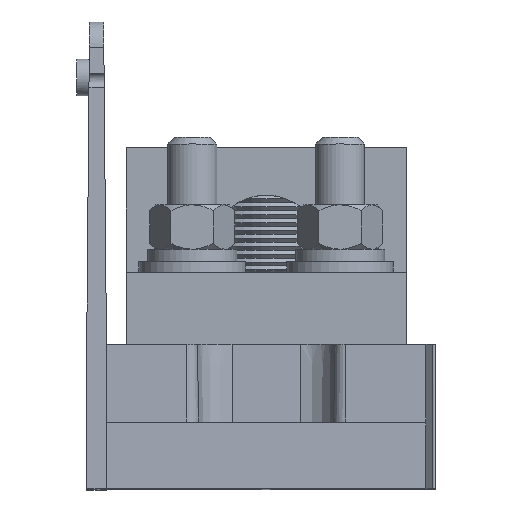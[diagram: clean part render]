
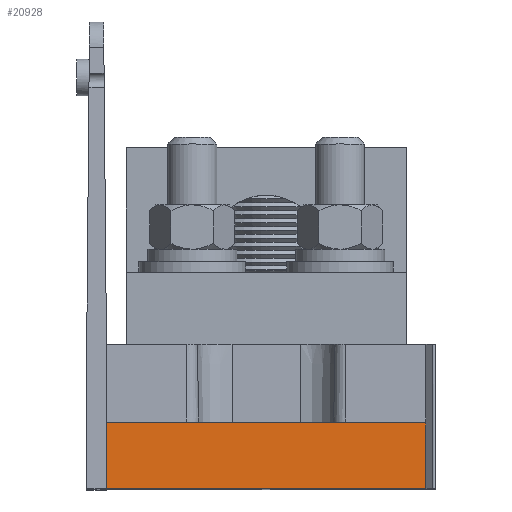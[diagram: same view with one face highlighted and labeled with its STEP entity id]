
A CAD part, top view. The second image highlights one B-rep face of the part: STEP entity #20928.
In plain terms, the highlighted planar face has unit normal (0, 0.035, 0.999).
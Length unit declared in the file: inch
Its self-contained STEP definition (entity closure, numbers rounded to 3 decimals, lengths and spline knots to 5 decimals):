
#1061 = EDGE_CURVE ( 'NONE', #13368, #23865, #24876, .T. ) ;
#1443 = CARTESIAN_POINT ( 'NONE',  ( -1.215, 0., 2.75 ) ) ;
#1907 = DIRECTION ( 'NONE',  ( 0., 0.035, 0.999 ) ) ;
#2390 = LINE ( 'NONE', #15166, #8749 ) ;
#2630 = DIRECTION ( 'NONE',  ( 0., -0.999, 0.035 ) ) ;
#2688 = CARTESIAN_POINT ( 'NONE',  ( 1.215, 0., 2.75 ) ) ;
#3963 = LINE ( 'NONE', #1443, #16714 ) ;
#4196 = PLANE ( 'NONE',  #31019 ) ;
#5065 = EDGE_CURVE ( 'NONE', #14021, #23865, #10122, .T. ) ;
#6286 = CARTESIAN_POINT ( 'NONE',  ( 1.215, 0.5, 2.73254 ) ) ;
#6387 = DIRECTION ( 'NONE',  ( 0., -0.999, 0.035 ) ) ;
#7076 = ORIENTED_EDGE ( 'NONE', *, *, #12504, .T. ) ;
#8749 = VECTOR ( 'NONE', #17784, 39.37008 ) ;
#10122 = LINE ( 'NONE', #2688, #15017 ) ;
#11986 = FACE_OUTER_BOUND ( 'NONE', #17919, .T. ) ;
#12504 = EDGE_CURVE ( 'NONE', #16418, #13368, #3963, .T. ) ;
#12886 = CARTESIAN_POINT ( 'NONE',  ( -1.215, 0., 2.75 ) ) ;
#13368 = VERTEX_POINT ( 'NONE', #12886 ) ;
#13969 = VECTOR ( 'NONE', #30220, 39.37008 ) ;
#14021 = VERTEX_POINT ( 'NONE', #6286 ) ;
#15017 = VECTOR ( 'NONE', #2630, 39.37008 ) ;
#15166 = CARTESIAN_POINT ( 'NONE',  ( -1.215, 0.5, 2.73254 ) ) ;
#15711 = EDGE_CURVE ( 'NONE', #16418, #14021, #2390, .T. ) ;
#16273 = CARTESIAN_POINT ( 'NONE',  ( -1.215, 0., 2.75 ) ) ;
#16418 = VERTEX_POINT ( 'NONE', #18397 ) ;
#16470 = ORIENTED_EDGE ( 'NONE', *, *, #5065, .F. ) ;
#16714 = VECTOR ( 'NONE', #6387, 39.37008 ) ;
#17784 = DIRECTION ( 'NONE',  ( 1., 0., 0. ) ) ;
#17919 = EDGE_LOOP ( 'NONE', ( #16470, #29199, #7076, #17982 ) ) ;
#17982 = ORIENTED_EDGE ( 'NONE', *, *, #1061, .T. ) ;
#18397 = CARTESIAN_POINT ( 'NONE',  ( -1.215, 0.5, 2.73254 ) ) ;
#18714 = DIRECTION ( 'NONE',  ( 0., -0.999, 0.035 ) ) ;
#19128 = CARTESIAN_POINT ( 'NONE',  ( 1.215, 0., 2.75 ) ) ;
#20928 = ADVANCED_FACE ( 'NONE', ( #11986 ), #4196, .T. ) ;
#23865 = VERTEX_POINT ( 'NONE', #19128 ) ;
#24398 = CARTESIAN_POINT ( 'NONE',  ( -1.215, 0., 2.75 ) ) ;
#24876 = LINE ( 'NONE', #24398, #13969 ) ;
#29199 = ORIENTED_EDGE ( 'NONE', *, *, #15711, .F. ) ;
#30220 = DIRECTION ( 'NONE',  ( 1., 0., 0. ) ) ;
#31019 = AXIS2_PLACEMENT_3D ( 'NONE', #16273, #1907, #18714 ) ;
